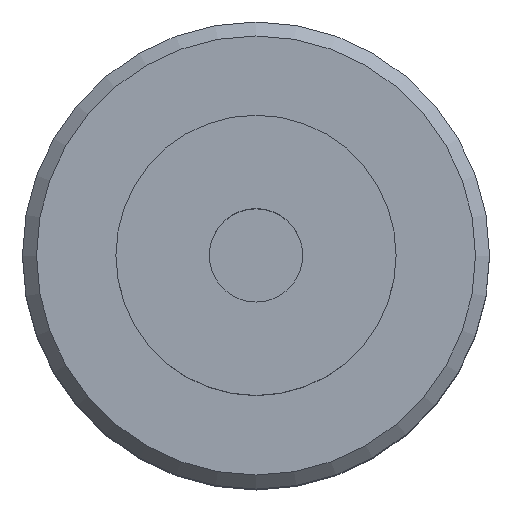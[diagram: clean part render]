
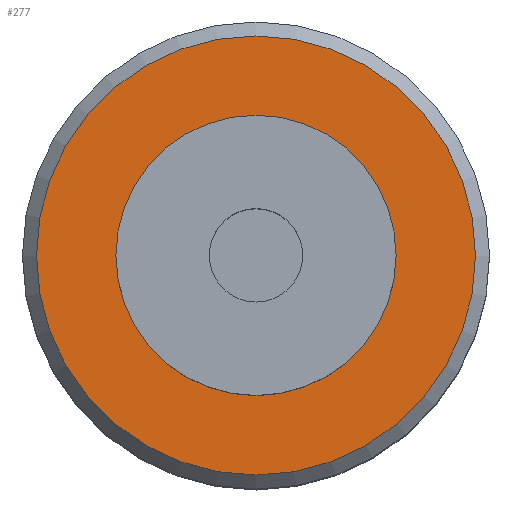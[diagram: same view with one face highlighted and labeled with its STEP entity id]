
A CAD part, top view. The second image highlights one B-rep face of the part: STEP entity #277.
In plain terms, the highlighted planar face has unit normal (0, 0, 1).
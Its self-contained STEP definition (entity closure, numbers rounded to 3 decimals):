
#15=FACE_BOUND('',#68,.T.);
#23=PLANE('',#317);
#44=FACE_OUTER_BOUND('',#67,.T.);
#67=EDGE_LOOP('',(#209));
#68=EDGE_LOOP('',(#210));
#122=CIRCLE('',#313,47.);
#125=CIRCLE('',#318,30.);
#144=VERTEX_POINT('',#464);
#147=VERTEX_POINT('',#474);
#166=EDGE_CURVE('',#144,#144,#122,.T.);
#171=EDGE_CURVE('',#147,#147,#125,.T.);
#209=ORIENTED_EDGE('',*,*,#166,.F.);
#210=ORIENTED_EDGE('',*,*,#171,.F.);
#277=ADVANCED_FACE('',(#44,#15),#23,.T.);
#313=AXIS2_PLACEMENT_3D('',#465,#361,#362);
#317=AXIS2_PLACEMENT_3D('',#473,#371,#372);
#318=AXIS2_PLACEMENT_3D('',#475,#373,#374);
#361=DIRECTION('center_axis',(0.,0.,-1.));
#362=DIRECTION('ref_axis',(1.,0.,0.));
#371=DIRECTION('center_axis',(0.,0.,1.));
#372=DIRECTION('ref_axis',(1.,0.,0.));
#373=DIRECTION('center_axis',(0.,0.,1.));
#374=DIRECTION('ref_axis',(1.,0.,0.));
#464=CARTESIAN_POINT('',(-47.,0.,70.));
#465=CARTESIAN_POINT('Origin',(0.,0.,70.));
#473=CARTESIAN_POINT('Origin',(0.,0.,70.));
#474=CARTESIAN_POINT('',(-30.,0.,70.));
#475=CARTESIAN_POINT('Origin',(0.,0.,70.));
